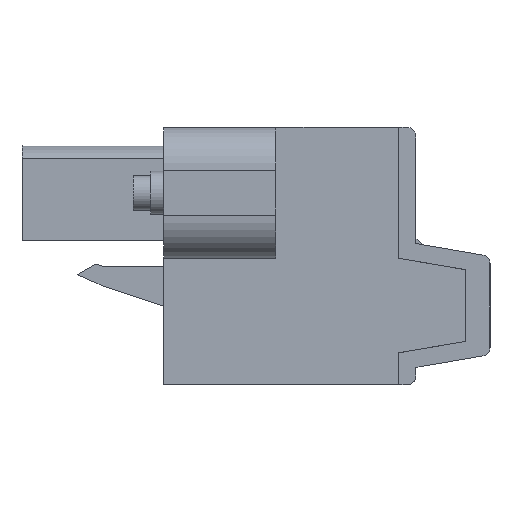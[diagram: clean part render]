
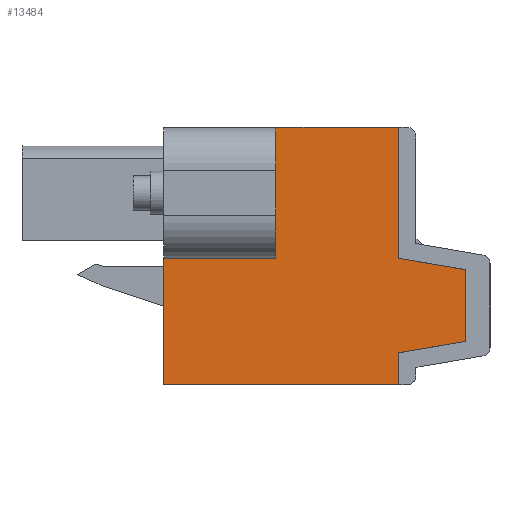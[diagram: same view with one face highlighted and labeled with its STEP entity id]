
A CAD part, left-side view. The second image highlights one B-rep face of the part: STEP entity #13484.
In plain terms, the highlighted planar face has unit normal (-1, 0, 0).
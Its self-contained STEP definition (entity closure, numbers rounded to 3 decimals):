
#296=LINE('',#19552,#2052);
#309=LINE('',#19606,#2065);
#311=LINE('',#19614,#2067);
#312=LINE('',#19615,#2068);
#313=LINE('',#19617,#2069);
#314=LINE('',#19619,#2070);
#315=LINE('',#19621,#2071);
#316=LINE('',#19623,#2072);
#317=LINE('',#19625,#2073);
#318=LINE('',#19627,#2074);
#2052=VECTOR('',#15834,1000.);
#2065=VECTOR('',#15881,1000.);
#2067=VECTOR('',#15889,1000.);
#2068=VECTOR('',#15890,1000.);
#2069=VECTOR('',#15891,1000.);
#2070=VECTOR('',#15892,1000.);
#2071=VECTOR('',#15893,1000.);
#2072=VECTOR('',#15894,1000.);
#2073=VECTOR('',#15895,1000.);
#2074=VECTOR('',#15896,1000.);
#3845=ORIENTED_EDGE('',*,*,#7784,.F.);
#3846=ORIENTED_EDGE('',*,*,#7788,.T.);
#3847=ORIENTED_EDGE('',*,*,#7759,.F.);
#3848=ORIENTED_EDGE('',*,*,#7789,.F.);
#3849=ORIENTED_EDGE('',*,*,#7790,.F.);
#3850=ORIENTED_EDGE('',*,*,#7791,.F.);
#3851=ORIENTED_EDGE('',*,*,#7792,.F.);
#3852=ORIENTED_EDGE('',*,*,#7793,.F.);
#3853=ORIENTED_EDGE('',*,*,#7794,.F.);
#3854=ORIENTED_EDGE('',*,*,#7795,.F.);
#7759=EDGE_CURVE('',#9731,#9732,#296,.T.);
#7784=EDGE_CURVE('',#9755,#9756,#309,.T.);
#7788=EDGE_CURVE('',#9755,#9732,#311,.T.);
#7789=EDGE_CURVE('',#9759,#9731,#312,.T.);
#7790=EDGE_CURVE('',#9760,#9759,#313,.T.);
#7791=EDGE_CURVE('',#9761,#9760,#314,.T.);
#7792=EDGE_CURVE('',#9762,#9761,#315,.T.);
#7793=EDGE_CURVE('',#9763,#9762,#316,.T.);
#7794=EDGE_CURVE('',#9764,#9763,#317,.T.);
#7795=EDGE_CURVE('',#9756,#9764,#318,.T.);
#9731=VERTEX_POINT('',#19551);
#9732=VERTEX_POINT('',#19553);
#9755=VERTEX_POINT('',#19605);
#9756=VERTEX_POINT('',#19607);
#9759=VERTEX_POINT('',#19616);
#9760=VERTEX_POINT('',#19618);
#9761=VERTEX_POINT('',#19620);
#9762=VERTEX_POINT('',#19622);
#9763=VERTEX_POINT('',#19624);
#9764=VERTEX_POINT('',#19626);
#11198=EDGE_LOOP('',(#3845,#3846,#3847,#3848,#3849,#3850,#3851,#3852,#3853,
#3854));
#12034=FACE_BOUND('',#11198,.T.);
#12861=PLANE('',#14842);
#13484=ADVANCED_FACE('',(#12034),#12861,.F.);
#14842=AXIS2_PLACEMENT_3D('',#19613,#15887,#15888);
#15834=DIRECTION('',(0.,0.,1.));
#15881=DIRECTION('',(0.,0.,1.));
#15887=DIRECTION('',(1.,0.,0.));
#15888=DIRECTION('',(0.,0.,-1.));
#15889=DIRECTION('',(0.,1.,0.));
#15890=DIRECTION('',(0.,1.,0.));
#15891=DIRECTION('',(0.,0.,-1.));
#15892=DIRECTION('',(0.,0.986,-0.169));
#15893=DIRECTION('',(0.,0.,-1.));
#15894=DIRECTION('',(0.,-0.986,-0.169));
#15895=DIRECTION('',(0.,0.,-1.));
#15896=DIRECTION('',(0.,-1.,0.));
#19551=CARTESIAN_POINT('',(-12.7,6.805,-7.45));
#19552=CARTESIAN_POINT('',(-12.7,6.805,-7.45));
#19553=CARTESIAN_POINT('',(-12.7,6.805,-0.13));
#19605=CARTESIAN_POINT('',(-12.7,0.305,-0.13));
#19606=CARTESIAN_POINT('',(-12.7,0.305,-0.13));
#19607=CARTESIAN_POINT('',(-12.7,0.305,7.45));
#19613=CARTESIAN_POINT('',(-12.7,0.,0.));
#19614=CARTESIAN_POINT('',(-12.7,0.305,-0.13));
#19615=CARTESIAN_POINT('',(-12.7,-6.805,-7.45));
#19616=CARTESIAN_POINT('',(-12.7,-6.805,-7.45));
#19617=CARTESIAN_POINT('',(-12.7,-6.805,-5.61));
#19618=CARTESIAN_POINT('',(-12.7,-6.805,-5.61));
#19619=CARTESIAN_POINT('',(-12.7,-10.688,-4.945));
#19620=CARTESIAN_POINT('',(-12.7,-10.688,-4.945));
#19621=CARTESIAN_POINT('',(-12.7,-10.688,-0.795));
#19622=CARTESIAN_POINT('',(-12.7,-10.688,-0.795));
#19623=CARTESIAN_POINT('',(-12.7,-6.805,-0.13));
#19624=CARTESIAN_POINT('',(-12.7,-6.805,-0.13));
#19625=CARTESIAN_POINT('',(-12.7,-6.805,7.45));
#19626=CARTESIAN_POINT('',(-12.7,-6.805,7.45));
#19627=CARTESIAN_POINT('',(-12.7,6.805,7.45));
